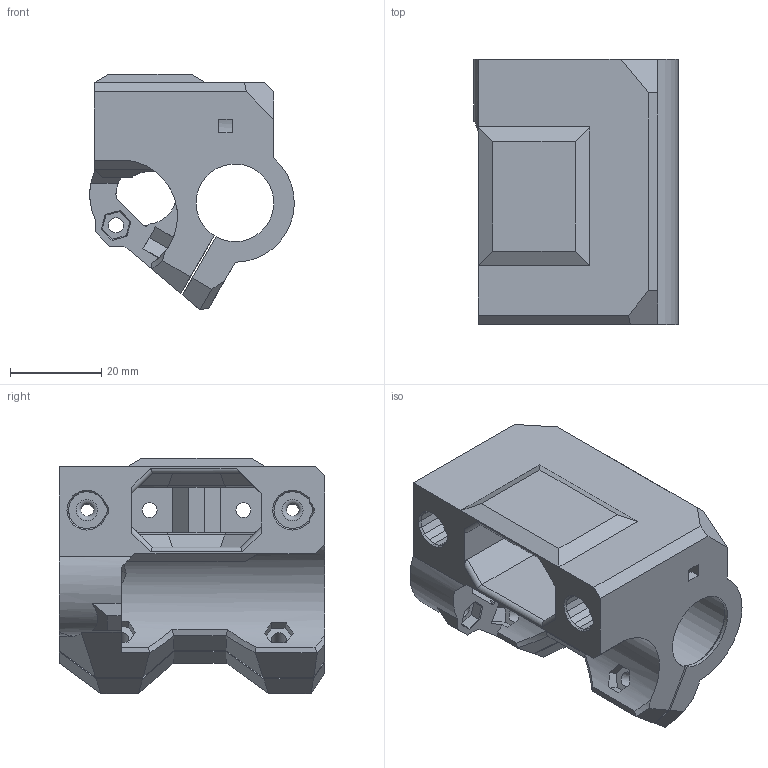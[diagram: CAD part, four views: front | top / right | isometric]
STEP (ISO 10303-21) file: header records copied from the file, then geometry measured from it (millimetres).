
FILE_DESCRIPTION(/* description */ (''),/* implementation_level */ '2;1');
FILE_NAME(/* name */ 'MB-Z10.x-axis.MB-x-idler-left.step',/* time_stamp */ '2023-03-31T22:41:30+02:00',/* author */ (''),/* organization */ (''),/* preprocessor_version */ 'ST-DEVELOPER v19.2',/* originating_system */ 'Autodesk Translation Framework v11.17.0.187',/* authorisation */ '');
FILE_SCHEMA (('AUTOMOTIVE_DESIGN { 1 0 10303 214 3 1 1 }'));
Length unit declared in the file: millimetre
Products named in the file (2): MB-x-idler-left; Mini Bear 2 With OEM Z-Axis v22
Assembly tree (1 placements, depth 2):
  MB-x-idler-left
    Mini Bear 2 With OEM Z-Axis v22
Bounding box: 44.78 x 58 x 51.48 mm (x, y, z)
Volume: 47885.1 mm3; surface area: 22081.5 mm2
Topology: 1 solids, 8 shells, 322 faces, 827 edges, 527 vertices
Faces by surface type: plane 271, cylinder 38, cone 8, bspline 3, torus 2
Full cylindrical faces by diameter (mm): 3.2 x4, 3.3 x5, 5.6 x2, 6 x2, 13.5 x1
Entity records: 9735 total; most frequent: CARTESIAN_POINT 1915, ORIENTED_EDGE 1654, DIRECTION 1521, EDGE_CURVE 827, LINE 645, VECTOR 645, VERTEX_POINT 527, AXIS2_PLACEMENT_3D 438
